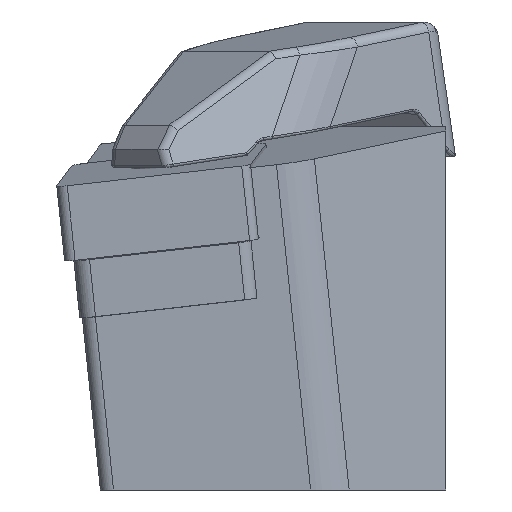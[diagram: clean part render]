
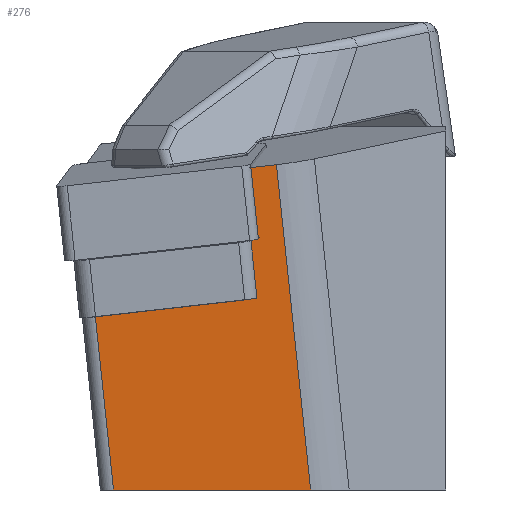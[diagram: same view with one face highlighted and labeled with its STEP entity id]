
A CAD part, left-side view. The second image highlights one B-rep face of the part: STEP entity #276.
In plain terms, the highlighted planar face has unit normal (-0.992, -0.087, -0.096).
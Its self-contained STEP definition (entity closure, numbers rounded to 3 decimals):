
#276=ADVANCED_FACE('',(#459),#403,.F.);
#403=PLANE('',#2335);
#459=FACE_OUTER_BOUND('',#584,.T.);
#584=EDGE_LOOP('',(#1160,#1161,#1162,#1163,#1164,#1165,#1166));
#701=LINE('',#3210,#882);
#714=LINE('',#3239,#895);
#730=LINE('',#3317,#911);
#763=LINE('',#3397,#944);
#764=LINE('',#3399,#945);
#765=LINE('',#3400,#946);
#766=LINE('',#3402,#947);
#882=VECTOR('',#2551,1.);
#895=VECTOR('',#2572,1.);
#911=VECTOR('',#2602,1.);
#944=VECTOR('',#2661,1.);
#945=VECTOR('',#2664,1.);
#946=VECTOR('',#2665,1.);
#947=VECTOR('',#2666,1.);
#1160=ORIENTED_EDGE('',*,*,#1912,.F.);
#1161=ORIENTED_EDGE('',*,*,#1989,.F.);
#1162=ORIENTED_EDGE('',*,*,#1988,.T.);
#1163=ORIENTED_EDGE('',*,*,#1990,.F.);
#1164=ORIENTED_EDGE('',*,*,#1991,.T.);
#1165=ORIENTED_EDGE('',*,*,#1948,.F.);
#1166=ORIENTED_EDGE('',*,*,#1926,.T.);
#1709=VERTEX_POINT('',#3208);
#1711=VERTEX_POINT('',#3211);
#1723=VERTEX_POINT('',#3240);
#1743=VERTEX_POINT('',#3318);
#1771=VERTEX_POINT('',#3394);
#1772=VERTEX_POINT('',#3396);
#1773=VERTEX_POINT('',#3401);
#1912=EDGE_CURVE('',#1709,#1711,#701,.T.);
#1926=EDGE_CURVE('',#1723,#1711,#714,.T.);
#1948=EDGE_CURVE('',#1723,#1743,#730,.T.);
#1988=EDGE_CURVE('',#1771,#1772,#763,.T.);
#1989=EDGE_CURVE('',#1771,#1709,#764,.T.);
#1990=EDGE_CURVE('',#1773,#1772,#765,.T.);
#1991=EDGE_CURVE('',#1773,#1743,#766,.T.);
#2335=AXIS2_PLACEMENT_3D('',#3403,#2667,#2668);
#2551=DIRECTION('',(0.076,-0.991,0.112));
#2572=DIRECTION('',(0.105,-0.104,-0.989));
#2602=DIRECTION('',(0.076,-0.991,0.112));
#2661=DIRECTION('',(0.105,-0.104,-0.989));
#2664=DIRECTION('',(0.076,-0.991,0.112));
#2665=DIRECTION('',(-0.087,0.996,0.));
#2666=DIRECTION('',(-0.105,0.104,0.989));
#2667=DIRECTION('',(0.992,0.087,0.096));
#2668=DIRECTION('',(0.096,0.,-0.995));
#3208=CARTESIAN_POINT('',(3.079,15.897,-9.269));
#3210=CARTESIAN_POINT('',(2.088,28.828,-10.733));
#3211=CARTESIAN_POINT('',(3.108,15.522,-9.226));
#3239=CARTESIAN_POINT('',(1.018,17.601,10.555));
#3240=CARTESIAN_POINT('',(1.978,16.645,1.465));
#3317=CARTESIAN_POINT('',(0.958,29.952,-0.041));
#3318=CARTESIAN_POINT('',(2.187,13.925,1.773));
#3394=CARTESIAN_POINT('',(2.088,28.828,-10.733));
#3396=CARTESIAN_POINT('',(3.596,27.329,-25.));
#3397=CARTESIAN_POINT('',(5.108,25.825,-39.307));
#3399=CARTESIAN_POINT('',(2.088,28.828,-10.733));
#3400=CARTESIAN_POINT('',(3.738,25.705,-25.));
#3401=CARTESIAN_POINT('',(5.016,11.111,-25.));
#3402=CARTESIAN_POINT('',(6.337,9.798,-37.493));
#3403=CARTESIAN_POINT('',(5.108,25.825,-39.307));
